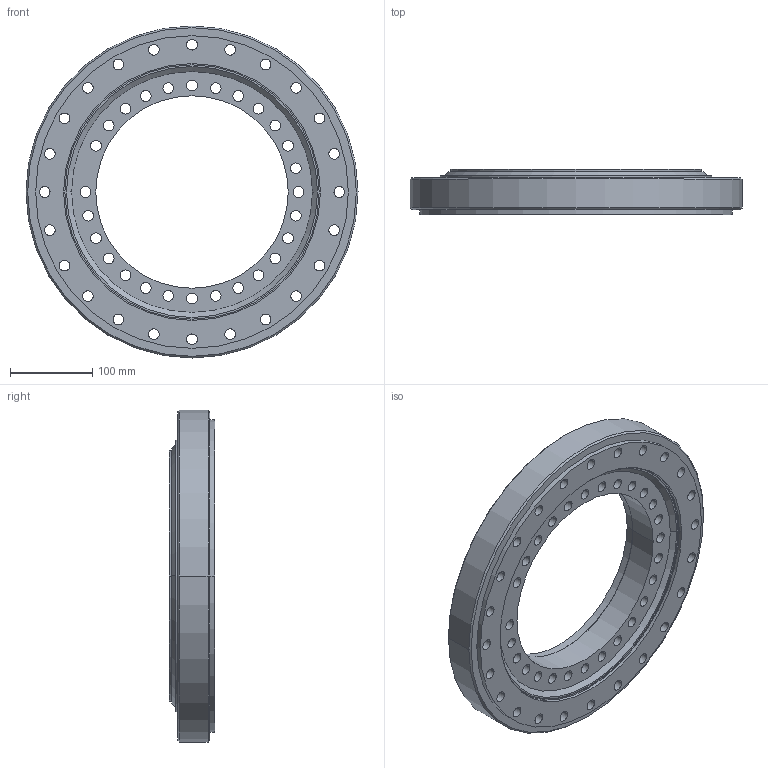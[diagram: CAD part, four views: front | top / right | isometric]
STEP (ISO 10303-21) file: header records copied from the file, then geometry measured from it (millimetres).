
FILE_DESCRIPTION (( 'STEP AP203' ), '1' );
FILE_NAME ('08-0307-00.STEP', '2017-12-27T12:57:16', ( 'defontaine' ), ( 'Hewlett-Packard Company' ), 'SwSTEP 2.0', 'SolidWorks 2016', '' );
FILE_SCHEMA (( 'CONFIG_CONTROL_DESIGN' ));
Length unit declared in the file: millimetre
Products named in the file (1): 08-0307-00
Bounding box: 403.5 x 55 x 403.5 mm (x, y, z)
Volume: 3046325.2 mm3; surface area: 521411.1 mm2
Topology: 5 solids, 5 shells, 202 faces, 508 edges, 324 vertices
Faces by surface type: cylinder 136, cone 24, torus 22, plane 20
Entity records: 6473 total; most frequent: DIRECTION 1254, CARTESIAN_POINT 1031, ORIENTED_EDGE 1008, AXIS2_PLACEMENT_3D 547, EDGE_CURVE 504, CIRCLE 344, VERTEX_POINT 324, EDGE_LOOP 324
